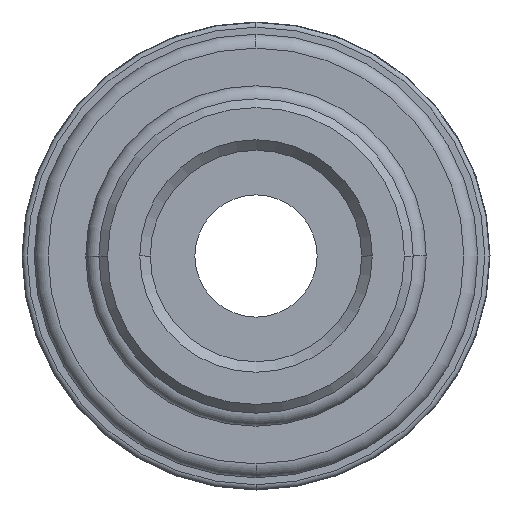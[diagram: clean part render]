
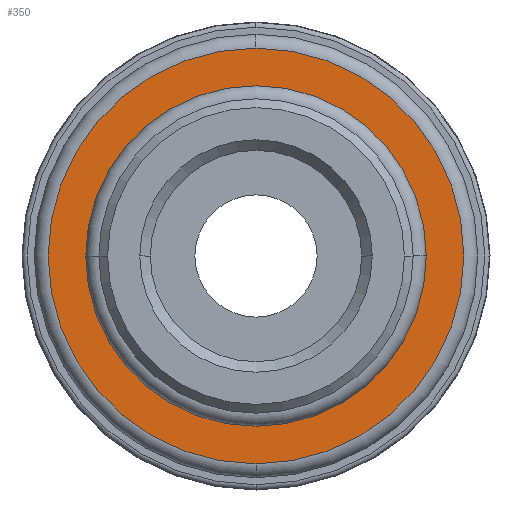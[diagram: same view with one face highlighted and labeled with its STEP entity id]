
A CAD part, front view. The second image highlights one B-rep face of the part: STEP entity #350.
In plain terms, the highlighted planar face has unit normal (0, -1, 0).
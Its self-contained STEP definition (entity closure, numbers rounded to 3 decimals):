
#350=ADVANCED_FACE('',(#730,#731),#732,.T.);
#730=FACE_BOUND('',#15649,.T.);
#731=FACE_OUTER_BOUND('',#15650,.T.);
#732=PLANE('',#15651);
#15649=EDGE_LOOP('',(#31087,#31088,#31089));
#15650=EDGE_LOOP('',(#31090,#31091,#31092));
#15651=AXIS2_PLACEMENT_3D('',#31093,#31094,#31095);
#31087=ORIENTED_EDGE('',*,*,#31587,.T.);
#31088=ORIENTED_EDGE('',*,*,#31638,.T.);
#31089=ORIENTED_EDGE('',*,*,#31588,.T.);
#31090=ORIENTED_EDGE('',*,*,#31623,.F.);
#31091=ORIENTED_EDGE('',*,*,#31622,.F.);
#31092=ORIENTED_EDGE('',*,*,#31668,.F.);
#31093=CARTESIAN_POINT('',(10.45,2.5,0.0));
#31094=DIRECTION('',(-0.0,-1.0,-0.0));
#31095=DIRECTION('',(-1.0,0.0,0.0));
#31587=EDGE_CURVE('',#32142,#32140,#32143,.T.);
#31588=EDGE_CURVE('',#32144,#32142,#32145,.T.);
#31622=EDGE_CURVE('',#32185,#32187,#32188,.T.);
#31623=EDGE_CURVE('',#32187,#32189,#32190,.T.);
#31638=EDGE_CURVE('',#32140,#32144,#32207,.T.);
#31668=EDGE_CURVE('',#32189,#32185,#32239,.T.);
#32140=VERTEX_POINT('',#33324);
#32142=VERTEX_POINT('',#33326);
#32143=CIRCLE('',#33327,9.75);
#32144=VERTEX_POINT('',#33328);
#32145=CIRCLE('',#33329,9.75);
#32185=VERTEX_POINT('',#33406);
#32187=VERTEX_POINT('',#33408);
#32188=CIRCLE('',#33409,11.9);
#32189=VERTEX_POINT('',#33410);
#32190=CIRCLE('',#33411,11.9);
#32207=CIRCLE('',#33439,9.75);
#32239=CIRCLE('',#35611,11.9);
#33324=CARTESIAN_POINT('',(9.75,2.5,0.));
#33326=CARTESIAN_POINT('',(0.,2.5,9.75));
#33327=AXIS2_PLACEMENT_3D('',#36099,#36100,#36101);
#33328=CARTESIAN_POINT('',(-9.75,2.5,0.));
#33329=AXIS2_PLACEMENT_3D('',#36102,#36103,#36104);
#33406=CARTESIAN_POINT('',(0.,2.5,11.9));
#33408=CARTESIAN_POINT('',(11.9,2.5,0.0));
#33409=AXIS2_PLACEMENT_3D('',#36145,#36146,#36147);
#33410=CARTESIAN_POINT('',(0.,2.5,-11.9));
#33411=AXIS2_PLACEMENT_3D('',#36148,#36149,#36150);
#33439=AXIS2_PLACEMENT_3D('',#36172,#36173,#36174);
#35611=AXIS2_PLACEMENT_3D('',#36201,#36202,#36203);
#36099=CARTESIAN_POINT('',(0.0,2.5,0.0));
#36100=DIRECTION('',(0.0,1.0,0.0));
#36101=DIRECTION('',(0.0,0.0,-1.0));
#36102=CARTESIAN_POINT('',(0.0,2.5,0.0));
#36103=DIRECTION('',(0.0,1.0,0.0));
#36104=DIRECTION('',(0.0,0.0,-1.0));
#36145=CARTESIAN_POINT('',(0.0,2.5,0.0));
#36146=DIRECTION('',(-0.0,1.0,0.0));
#36147=DIRECTION('',(1.0,0.0,0.0));
#36148=CARTESIAN_POINT('',(0.0,2.5,0.0));
#36149=DIRECTION('',(-0.0,1.0,0.0));
#36150=DIRECTION('',(1.0,0.0,0.0));
#36172=CARTESIAN_POINT('',(0.0,2.5,0.0));
#36173=DIRECTION('',(0.0,1.0,0.0));
#36174=DIRECTION('',(0.0,0.0,-1.0));
#36201=CARTESIAN_POINT('',(0.0,2.5,0.0));
#36202=DIRECTION('',(-0.0,1.0,0.0));
#36203=DIRECTION('',(1.0,0.0,0.0));
